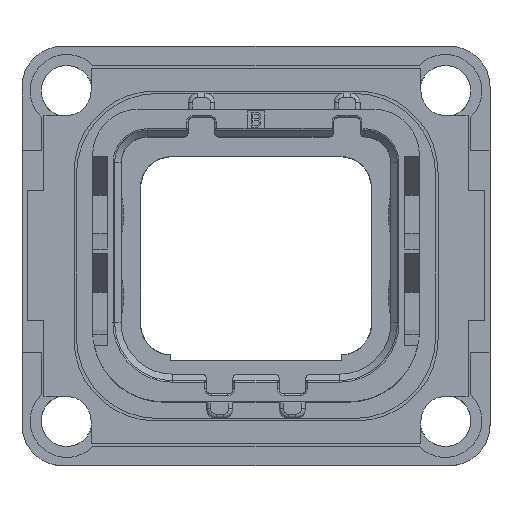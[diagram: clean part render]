
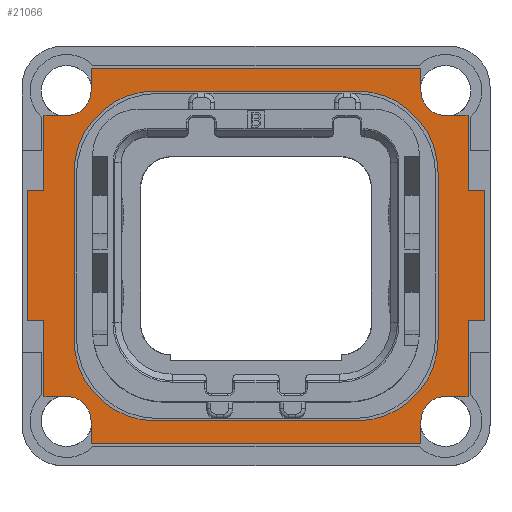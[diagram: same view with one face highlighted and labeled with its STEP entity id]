
A CAD part, top view. The second image highlights one B-rep face of the part: STEP entity #21066.
In plain terms, the highlighted planar face has unit normal (0, 0, 1).
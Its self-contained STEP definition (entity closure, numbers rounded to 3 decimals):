
#839=DIRECTION('',(0.,-1.,0.));
#840=VECTOR('',#839,4.65);
#841=CARTESIAN_POINT('',(-13.05,-4.,2.31));
#842=LINE('',#841,#840);
#843=DIRECTION('',(1.,0.,0.));
#844=VECTOR('',#843,1.);
#845=CARTESIAN_POINT('',(-14.05,-4.,2.31));
#846=LINE('',#845,#844);
#847=DIRECTION('',(0.,-1.,0.));
#848=VECTOR('',#847,8.);
#849=CARTESIAN_POINT('',(-14.05,4.,2.31));
#850=LINE('',#849,#848);
#851=DIRECTION('',(-1.,0.,0.));
#852=VECTOR('',#851,1.);
#853=CARTESIAN_POINT('',(-13.05,4.,2.31));
#854=LINE('',#853,#852);
#855=DIRECTION('',(0.,-1.,0.));
#856=VECTOR('',#855,4.65);
#857=CARTESIAN_POINT('',(-13.05,8.65,2.31));
#858=LINE('',#857,#856);
#859=DIRECTION('',(1.,0.,0.));
#860=VECTOR('',#859,1.4);
#861=CARTESIAN_POINT('',(-13.05,8.65,2.31));
#862=LINE('',#861,#860);
#863=CARTESIAN_POINT('',(-11.65,10.15,2.31));
#864=DIRECTION('',(0.,0.,1.));
#865=DIRECTION('',(0.,-1.,0.));
#866=AXIS2_PLACEMENT_3D('',#863,#864,#865);
#868=DIRECTION('',(0.,-1.,0.));
#869=VECTOR('',#868,1.4);
#870=CARTESIAN_POINT('',(-10.15,11.55,2.31));
#871=LINE('',#870,#869);
#872=DIRECTION('',(-1.,0.,0.));
#873=VECTOR('',#872,20.3);
#874=CARTESIAN_POINT('',(10.15,11.55,2.31));
#875=LINE('',#874,#873);
#876=DIRECTION('',(0.,-1.,0.));
#877=VECTOR('',#876,1.4);
#878=CARTESIAN_POINT('',(10.15,11.55,2.31));
#879=LINE('',#878,#877);
#880=CARTESIAN_POINT('',(11.65,10.15,2.31));
#881=DIRECTION('',(0.,0.,1.));
#882=DIRECTION('',(-1.,0.,0.));
#883=AXIS2_PLACEMENT_3D('',#880,#881,#882);
#885=DIRECTION('',(-1.,0.,0.));
#886=VECTOR('',#885,1.4);
#887=CARTESIAN_POINT('',(13.05,8.65,2.31));
#888=LINE('',#887,#886);
#889=DIRECTION('',(0.,1.,0.));
#890=VECTOR('',#889,4.65);
#891=CARTESIAN_POINT('',(13.05,4.,2.31));
#892=LINE('',#891,#890);
#893=DIRECTION('',(-1.,0.,0.));
#894=VECTOR('',#893,1.);
#895=CARTESIAN_POINT('',(14.05,4.,2.31));
#896=LINE('',#895,#894);
#897=DIRECTION('',(0.,1.,0.));
#898=VECTOR('',#897,8.);
#899=CARTESIAN_POINT('',(14.05,-4.,2.31));
#900=LINE('',#899,#898);
#901=DIRECTION('',(1.,0.,0.));
#902=VECTOR('',#901,1.);
#903=CARTESIAN_POINT('',(13.05,-4.,2.31));
#904=LINE('',#903,#902);
#905=DIRECTION('',(0.,1.,0.));
#906=VECTOR('',#905,4.65);
#907=CARTESIAN_POINT('',(13.05,-8.65,2.31));
#908=LINE('',#907,#906);
#909=DIRECTION('',(-1.,0.,0.));
#910=VECTOR('',#909,1.4);
#911=CARTESIAN_POINT('',(13.05,-8.65,2.31));
#912=LINE('',#911,#910);
#913=CARTESIAN_POINT('',(11.65,-10.15,2.31));
#914=DIRECTION('',(0.,0.,1.));
#915=DIRECTION('',(0.,1.,0.));
#916=AXIS2_PLACEMENT_3D('',#913,#914,#915);
#918=DIRECTION('',(0.,1.,0.));
#919=VECTOR('',#918,1.4);
#920=CARTESIAN_POINT('',(10.15,-11.55,2.31));
#921=LINE('',#920,#919);
#922=DIRECTION('',(1.,0.,0.));
#923=VECTOR('',#922,20.3);
#924=CARTESIAN_POINT('',(-10.15,-11.55,2.31));
#925=LINE('',#924,#923);
#926=DIRECTION('',(0.,1.,0.));
#927=VECTOR('',#926,1.4);
#928=CARTESIAN_POINT('',(-10.15,-11.55,2.31));
#929=LINE('',#928,#927);
#930=CARTESIAN_POINT('',(-11.65,-10.15,2.31));
#931=DIRECTION('',(0.,0.,1.));
#932=DIRECTION('',(1.,0.,0.));
#933=AXIS2_PLACEMENT_3D('',#930,#931,#932);
#935=DIRECTION('',(1.,0.,0.));
#936=VECTOR('',#935,1.4);
#937=CARTESIAN_POINT('',(-13.05,-8.65,2.31));
#938=LINE('',#937,#936);
#939=DIRECTION('',(0.,-1.,0.));
#940=VECTOR('',#939,10.3);
#941=CARTESIAN_POINT('',(11.2,5.15,2.31));
#942=LINE('',#941,#940);
#943=DIRECTION('',(1.,0.,0.));
#944=VECTOR('',#943,12.4);
#945=CARTESIAN_POINT('',(-6.2,10.15,2.31));
#946=LINE('',#945,#944);
#947=DIRECTION('',(0.,1.,0.));
#948=VECTOR('',#947,10.3);
#949=CARTESIAN_POINT('',(-11.2,-5.15,2.31));
#950=LINE('',#949,#948);
#951=DIRECTION('',(-1.,0.,0.));
#952=VECTOR('',#951,12.4);
#953=CARTESIAN_POINT('',(6.2,-10.15,2.31));
#954=LINE('',#953,#952);
#1059=CARTESIAN_POINT('',(-6.2,-5.15,2.31));
#1060=DIRECTION('',(0.,0.,-1.));
#1061=DIRECTION('',(0.,-1.,0.));
#1062=AXIS2_PLACEMENT_3D('',#1059,#1060,#1061);
#1072=CARTESIAN_POINT('',(6.2,-5.15,2.31));
#1073=DIRECTION('',(0.,0.,-1.));
#1074=DIRECTION('',(1.,0.,0.));
#1075=AXIS2_PLACEMENT_3D('',#1072,#1073,#1074);
#1077=CARTESIAN_POINT('',(-6.2,5.15,2.31));
#1078=DIRECTION('',(0.,0.,-1.));
#1079=DIRECTION('',(-1.,0.,0.));
#1080=AXIS2_PLACEMENT_3D('',#1077,#1078,#1079);
#1090=CARTESIAN_POINT('',(6.2,5.15,2.31));
#1091=DIRECTION('',(0.,0.,-1.));
#1092=DIRECTION('',(0.,1.,0.));
#1093=AXIS2_PLACEMENT_3D('',#1090,#1091,#1092);
#19662=CARTESIAN_POINT('',(-11.2,-5.15,2.31));
#19663=CARTESIAN_POINT('',(-11.2,5.15,2.31));
#19664=VERTEX_POINT('',#19662);
#19665=VERTEX_POINT('',#19663);
#19666=CARTESIAN_POINT('',(-6.2,10.15,2.31));
#19667=CARTESIAN_POINT('',(6.2,10.15,2.31));
#19668=VERTEX_POINT('',#19666);
#19669=VERTEX_POINT('',#19667);
#19670=CARTESIAN_POINT('',(11.2,5.15,2.31));
#19671=CARTESIAN_POINT('',(11.2,-5.15,2.31));
#19672=VERTEX_POINT('',#19670);
#19673=VERTEX_POINT('',#19671);
#19674=CARTESIAN_POINT('',(6.2,-10.15,2.31));
#19675=CARTESIAN_POINT('',(-6.2,-10.15,2.31));
#19676=VERTEX_POINT('',#19674);
#19677=VERTEX_POINT('',#19675);
#19694=CARTESIAN_POINT('',(10.15,10.15,2.31));
#19695=CARTESIAN_POINT('',(11.65,8.65,2.31));
#19696=VERTEX_POINT('',#19694);
#19697=VERTEX_POINT('',#19695);
#19698=CARTESIAN_POINT('',(13.05,8.65,2.31));
#19699=VERTEX_POINT('',#19698);
#19700=CARTESIAN_POINT('',(10.15,11.55,2.31));
#19701=VERTEX_POINT('',#19700);
#19702=CARTESIAN_POINT('',(11.65,-8.65,2.31));
#19703=CARTESIAN_POINT('',(10.15,-10.15,2.31));
#19704=VERTEX_POINT('',#19702);
#19705=VERTEX_POINT('',#19703);
#19706=CARTESIAN_POINT('',(10.15,-11.55,2.31));
#19707=VERTEX_POINT('',#19706);
#19708=CARTESIAN_POINT('',(13.05,-8.65,2.31));
#19709=VERTEX_POINT('',#19708);
#19710=CARTESIAN_POINT('',(-10.15,-10.15,2.31));
#19711=CARTESIAN_POINT('',(-11.65,-8.65,2.31));
#19712=VERTEX_POINT('',#19710);
#19713=VERTEX_POINT('',#19711);
#19714=CARTESIAN_POINT('',(-13.05,-8.65,2.31));
#19715=VERTEX_POINT('',#19714);
#19716=CARTESIAN_POINT('',(-10.15,-11.55,2.31));
#19717=VERTEX_POINT('',#19716);
#19718=CARTESIAN_POINT('',(-10.15,11.55,2.31));
#19719=CARTESIAN_POINT('',(-10.15,10.15,2.31));
#19720=VERTEX_POINT('',#19718);
#19721=VERTEX_POINT('',#19719);
#19722=CARTESIAN_POINT('',(-13.05,8.65,2.31));
#19723=CARTESIAN_POINT('',(-11.65,8.65,2.31));
#19724=VERTEX_POINT('',#19722);
#19725=VERTEX_POINT('',#19723);
#19726=CARTESIAN_POINT('',(14.05,-4.,2.31));
#19727=CARTESIAN_POINT('',(14.05,4.,2.31));
#19728=VERTEX_POINT('',#19726);
#19729=VERTEX_POINT('',#19727);
#19730=CARTESIAN_POINT('',(-14.05,4.,2.31));
#19731=CARTESIAN_POINT('',(-14.05,-4.,2.31));
#19732=VERTEX_POINT('',#19730);
#19733=VERTEX_POINT('',#19731);
#19734=CARTESIAN_POINT('',(13.05,-4.,2.31));
#19735=VERTEX_POINT('',#19734);
#19736=CARTESIAN_POINT('',(13.05,4.,2.31));
#19737=VERTEX_POINT('',#19736);
#19738=CARTESIAN_POINT('',(-13.05,4.,2.31));
#19739=VERTEX_POINT('',#19738);
#19740=CARTESIAN_POINT('',(-13.05,-4.,2.31));
#19741=VERTEX_POINT('',#19740);
#21013=CARTESIAN_POINT('',(0.,0.,2.31));
#21014=DIRECTION('',(0.,0.,1.));
#21015=DIRECTION('',(1.,0.,0.));
#21016=AXIS2_PLACEMENT_3D('',#21013,#21014,#21015);
#21017=PLANE('',#21016);
#21018=ORIENTED_EDGE('',*,*,#20637,.F.);
#21019=ORIENTED_EDGE('',*,*,#20651,.F.);
#21020=ORIENTED_EDGE('',*,*,#20665,.F.);
#21021=ORIENTED_EDGE('',*,*,#20679,.F.);
#21022=ORIENTED_EDGE('',*,*,#20693,.F.);
#21023=ORIENTED_EDGE('',*,*,#20709,.T.);
#21025=ORIENTED_EDGE('',*,*,#21024,.T.);
#21026=ORIENTED_EDGE('',*,*,#20768,.F.);
#21027=ORIENTED_EDGE('',*,*,#20784,.F.);
#21028=ORIENTED_EDGE('',*,*,#20800,.T.);
#21030=ORIENTED_EDGE('',*,*,#21029,.T.);
#21031=ORIENTED_EDGE('',*,*,#20859,.F.);
#21032=ORIENTED_EDGE('',*,*,#20875,.F.);
#21033=ORIENTED_EDGE('',*,*,#20889,.F.);
#21034=ORIENTED_EDGE('',*,*,#20903,.F.);
#21035=ORIENTED_EDGE('',*,*,#20917,.F.);
#21036=ORIENTED_EDGE('',*,*,#20931,.F.);
#21037=ORIENTED_EDGE('',*,*,#20947,.T.);
#21039=ORIENTED_EDGE('',*,*,#21038,.T.);
#21040=ORIENTED_EDGE('',*,*,#21005,.F.);
#21041=ORIENTED_EDGE('',*,*,#20545,.F.);
#21042=ORIENTED_EDGE('',*,*,#20562,.T.);
#21044=ORIENTED_EDGE('',*,*,#21043,.T.);
#21045=ORIENTED_EDGE('',*,*,#20621,.F.);
#21046=EDGE_LOOP('',(#21018,#21019,#21020,#21021,#21022,#21023,#21025,#21026,
#21027,#21028,#21030,#21031,#21032,#21033,#21034,#21035,#21036,#21037,#21039,
#21040,#21041,#21042,#21044,#21045));
#21047=FACE_OUTER_BOUND('',#21046,.F.);
#21049=ORIENTED_EDGE('',*,*,#21048,.F.);
#21051=ORIENTED_EDGE('',*,*,#21050,.F.);
#21053=ORIENTED_EDGE('',*,*,#21052,.F.);
#21055=ORIENTED_EDGE('',*,*,#21054,.F.);
#21057=ORIENTED_EDGE('',*,*,#21056,.F.);
#21059=ORIENTED_EDGE('',*,*,#21058,.F.);
#21061=ORIENTED_EDGE('',*,*,#21060,.F.);
#21063=ORIENTED_EDGE('',*,*,#21062,.F.);
#21064=EDGE_LOOP('',(#21049,#21051,#21053,#21055,#21057,#21059,#21061,#21063));
#21065=FACE_BOUND('',#21064,.F.);
#21066=ADVANCED_FACE('',(#21047,#21065),#21017,.T.);
#867=CIRCLE('',#866,1.5);
#884=CIRCLE('',#883,1.5);
#917=CIRCLE('',#916,1.5);
#934=CIRCLE('',#933,1.5);
#1063=CIRCLE('',#1062,5.);
#1076=CIRCLE('',#1075,5.);
#1081=CIRCLE('',#1080,5.);
#1094=CIRCLE('',#1093,5.);
#20545=EDGE_CURVE('',#19717,#19707,#925,.T.);
#20562=EDGE_CURVE('',#19717,#19712,#929,.T.);
#20621=EDGE_CURVE('',#19715,#19713,#938,.T.);
#20637=EDGE_CURVE('',#19741,#19715,#842,.T.);
#20651=EDGE_CURVE('',#19733,#19741,#846,.T.);
#20665=EDGE_CURVE('',#19732,#19733,#850,.T.);
#20679=EDGE_CURVE('',#19739,#19732,#854,.T.);
#20693=EDGE_CURVE('',#19724,#19739,#858,.T.);
#20709=EDGE_CURVE('',#19724,#19725,#862,.T.);
#20768=EDGE_CURVE('',#19720,#19721,#871,.T.);
#20784=EDGE_CURVE('',#19701,#19720,#875,.T.);
#20800=EDGE_CURVE('',#19701,#19696,#879,.T.);
#20859=EDGE_CURVE('',#19699,#19697,#888,.T.);
#20875=EDGE_CURVE('',#19737,#19699,#892,.T.);
#20889=EDGE_CURVE('',#19729,#19737,#896,.T.);
#20903=EDGE_CURVE('',#19728,#19729,#900,.T.);
#20917=EDGE_CURVE('',#19735,#19728,#904,.T.);
#20931=EDGE_CURVE('',#19709,#19735,#908,.T.);
#20947=EDGE_CURVE('',#19709,#19704,#912,.T.);
#21005=EDGE_CURVE('',#19707,#19705,#921,.T.);
#21024=EDGE_CURVE('',#19725,#19721,#867,.T.);
#21029=EDGE_CURVE('',#19696,#19697,#884,.T.);
#21038=EDGE_CURVE('',#19704,#19705,#917,.T.);
#21043=EDGE_CURVE('',#19712,#19713,#934,.T.);
#21048=EDGE_CURVE('',#19672,#19673,#942,.T.);
#21050=EDGE_CURVE('',#19669,#19672,#1094,.T.);
#21052=EDGE_CURVE('',#19668,#19669,#946,.T.);
#21054=EDGE_CURVE('',#19665,#19668,#1081,.T.);
#21056=EDGE_CURVE('',#19664,#19665,#950,.T.);
#21058=EDGE_CURVE('',#19677,#19664,#1063,.T.);
#21060=EDGE_CURVE('',#19676,#19677,#954,.T.);
#21062=EDGE_CURVE('',#19673,#19676,#1076,.T.);
